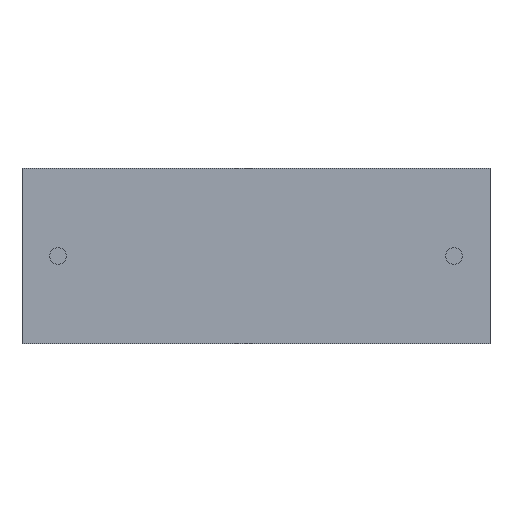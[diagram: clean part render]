
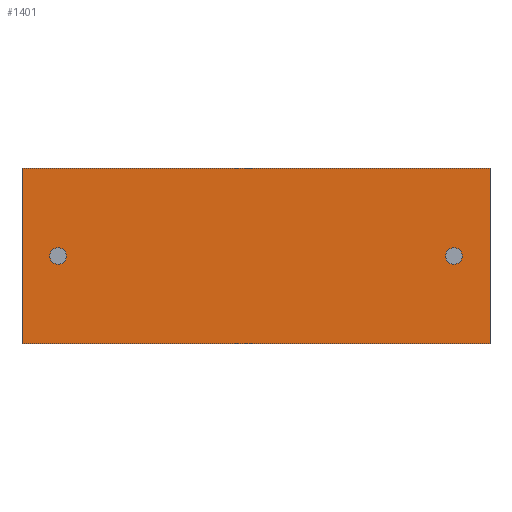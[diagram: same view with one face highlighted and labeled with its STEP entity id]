
A CAD part, front view. The second image highlights one B-rep face of the part: STEP entity #1401.
In plain terms, the highlighted planar face has unit normal (0, -1, 0).
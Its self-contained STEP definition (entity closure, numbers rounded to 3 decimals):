
#23 = EDGE_LOOP ( 'NONE', ( #1554, #743 ) ) ;
#24 = DIRECTION ( 'NONE',  ( 0., 0., -1. ) ) ;
#52 = ORIENTED_EDGE ( 'NONE', *, *, #2137, .T. ) ;
#124 = VERTEX_POINT ( 'NONE', #1523 ) ;
#152 = DIRECTION ( 'NONE',  ( 0., -1., 0. ) ) ;
#166 = DIRECTION ( 'NONE',  ( 0., 0., 1. ) ) ;
#179 = FACE_OUTER_BOUND ( 'NONE', #245, .T. ) ;
#188 = CARTESIAN_POINT ( 'NONE',  ( 22.15, 0., 4.5 ) ) ;
#212 = EDGE_CURVE ( 'NONE', #568, #266, #835, .T. ) ;
#245 = EDGE_LOOP ( 'NONE', ( #286, #479, #577, #52 ) ) ;
#266 = VERTEX_POINT ( 'NONE', #383 ) ;
#286 = ORIENTED_EDGE ( 'NONE', *, *, #1148, .T. ) ;
#304 = VECTOR ( 'NONE', #2305, 1000. ) ;
#325 = DIRECTION ( 'NONE',  ( 0., 0., -1. ) ) ;
#351 = CARTESIAN_POINT ( 'NONE',  ( 1.85, 0., 4.075 ) ) ;
#372 = CARTESIAN_POINT ( 'NONE',  ( 0., 0., 0. ) ) ;
#379 = CARTESIAN_POINT ( 'NONE',  ( 22.15, 0., 4.5 ) ) ;
#383 = CARTESIAN_POINT ( 'NONE',  ( 22.15, 0., 4.925 ) ) ;
#394 = FACE_BOUND ( 'NONE', #2182, .T. ) ;
#479 = ORIENTED_EDGE ( 'NONE', *, *, #1312, .F. ) ;
#510 = DIRECTION ( 'NONE',  ( 0., 0., 1. ) ) ;
#520 = LINE ( 'NONE', #767, #304 ) ;
#534 = PLANE ( 'NONE',  #2479 ) ;
#565 = CARTESIAN_POINT ( 'NONE',  ( 0., 0., 9. ) ) ;
#568 = VERTEX_POINT ( 'NONE', #1657 ) ;
#577 = ORIENTED_EDGE ( 'NONE', *, *, #1574, .F. ) ;
#595 = DIRECTION ( 'NONE',  ( 0., 1., 0. ) ) ;
#596 = DIRECTION ( 'NONE',  ( 0., 0., -1. ) ) ;
#633 = VERTEX_POINT ( 'NONE', #1275 ) ;
#697 = LINE ( 'NONE', #565, #1537 ) ;
#711 = CARTESIAN_POINT ( 'NONE',  ( 1.85, 0., 4.5 ) ) ;
#732 = DIRECTION ( 'NONE',  ( 0., 1., 0. ) ) ;
#743 = ORIENTED_EDGE ( 'NONE', *, *, #1362, .F. ) ;
#767 = CARTESIAN_POINT ( 'NONE',  ( 0., 0., 9. ) ) ;
#835 = CIRCLE ( 'NONE', #1923, 0.425 ) ;
#859 = ORIENTED_EDGE ( 'NONE', *, *, #1464, .T. ) ;
#976 = AXIS2_PLACEMENT_3D ( 'NONE', #711, #152, #1516 ) ;
#984 = AXIS2_PLACEMENT_3D ( 'NONE', #1067, #1462, #510 ) ;
#1029 = CARTESIAN_POINT ( 'NONE',  ( 0., 0., 0. ) ) ;
#1045 = CIRCLE ( 'NONE', #2438, 0.425 ) ;
#1067 = CARTESIAN_POINT ( 'NONE',  ( 1.85, 0., 4.5 ) ) ;
#1148 = EDGE_CURVE ( 'NONE', #2190, #1295, #1714, .T. ) ;
#1260 = CARTESIAN_POINT ( 'NONE',  ( 1.85, 0., 4.925 ) ) ;
#1268 = CARTESIAN_POINT ( 'NONE',  ( 24., 0., 9. ) ) ;
#1275 = CARTESIAN_POINT ( 'NONE',  ( 24., 0., 9. ) ) ;
#1289 = CARTESIAN_POINT ( 'NONE',  ( 0., 0., 9. ) ) ;
#1295 = VERTEX_POINT ( 'NONE', #2014 ) ;
#1312 = EDGE_CURVE ( 'NONE', #633, #1295, #1833, .T. ) ;
#1362 = EDGE_CURVE ( 'NONE', #1969, #1875, #2345, .T. ) ;
#1401 = ADVANCED_FACE ( 'NONE', ( #394, #179, #2103 ), #534, .F. ) ;
#1437 = ORIENTED_EDGE ( 'NONE', *, *, #212, .T. ) ;
#1462 = DIRECTION ( 'NONE',  ( 0., -1., 0. ) ) ;
#1464 = EDGE_CURVE ( 'NONE', #266, #568, #1045, .T. ) ;
#1516 = DIRECTION ( 'NONE',  ( 0., 0., 1. ) ) ;
#1523 = CARTESIAN_POINT ( 'NONE',  ( 0., 0., 9. ) ) ;
#1537 = VECTOR ( 'NONE', #2314, 1000. ) ;
#1554 = ORIENTED_EDGE ( 'NONE', *, *, #1901, .F. ) ;
#1574 = EDGE_CURVE ( 'NONE', #124, #633, #520, .T. ) ;
#1657 = CARTESIAN_POINT ( 'NONE',  ( 22.15, 0., 4.075 ) ) ;
#1680 = VECTOR ( 'NONE', #325, 1000. ) ;
#1714 = LINE ( 'NONE', #1029, #1801 ) ;
#1729 = DIRECTION ( 'NONE',  ( 0., 1., 0. ) ) ;
#1801 = VECTOR ( 'NONE', #1975, 1000. ) ;
#1833 = LINE ( 'NONE', #1268, #1680 ) ;
#1875 = VERTEX_POINT ( 'NONE', #1260 ) ;
#1901 = EDGE_CURVE ( 'NONE', #1875, #1969, #2429, .T. ) ;
#1923 = AXIS2_PLACEMENT_3D ( 'NONE', #188, #595, #24 ) ;
#1969 = VERTEX_POINT ( 'NONE', #351 ) ;
#1975 = DIRECTION ( 'NONE',  ( 1., 0., 0. ) ) ;
#2014 = CARTESIAN_POINT ( 'NONE',  ( 24., 0., 0. ) ) ;
#2103 = FACE_BOUND ( 'NONE', #23, .T. ) ;
#2137 = EDGE_CURVE ( 'NONE', #124, #2190, #697, .T. ) ;
#2182 = EDGE_LOOP ( 'NONE', ( #859, #1437 ) ) ;
#2190 = VERTEX_POINT ( 'NONE', #372 ) ;
#2305 = DIRECTION ( 'NONE',  ( 1., 0., 0. ) ) ;
#2314 = DIRECTION ( 'NONE',  ( 0., 0., -1. ) ) ;
#2345 = CIRCLE ( 'NONE', #976, 0.425 ) ;
#2429 = CIRCLE ( 'NONE', #984, 0.425 ) ;
#2438 = AXIS2_PLACEMENT_3D ( 'NONE', #379, #1729, #596 ) ;
#2479 = AXIS2_PLACEMENT_3D ( 'NONE', #1289, #732, #166 ) ;
